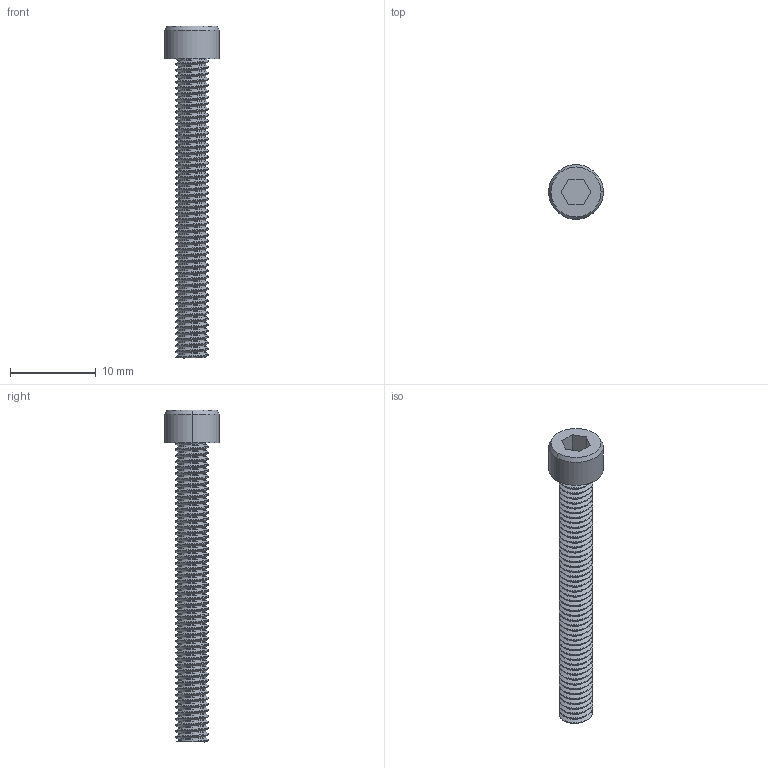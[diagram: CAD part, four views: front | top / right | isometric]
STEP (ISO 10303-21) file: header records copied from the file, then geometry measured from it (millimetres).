
FILE_DESCRIPTION (( 'STEP AP214' ), '1' );
FILE_NAME ('Bolt M4x35.STEP', '2022-02-11T12:50:20', ( '' ), ( '' ), 'SwSTEP 2.0', 'SolidWorks 2016', '' );
FILE_SCHEMA (( 'AUTOMOTIVE_DESIGN' ));
Length unit declared in the file: millimetre
Products named in the file (2): Bolt M4x35
Bounding box: 6.4 x 6.4 x 38.8 mm (x, y, z)
Volume: 450.5 mm3; surface area: 797 mm2
Topology: 1 solids, 1 shells, 119 faces, 343 edges, 228 vertices
Faces by surface type: cylinder 104, plane 10, bspline 3, cone 2
Entity records: 9515 total; most frequent: CARTESIAN_POINT 6963, ORIENTED_EDGE 686, DIRECTION 379, EDGE_CURVE 343, VERTEX_POINT 228, AXIS2_PLACEMENT_3D 128, VECTOR 123, LINE 123
